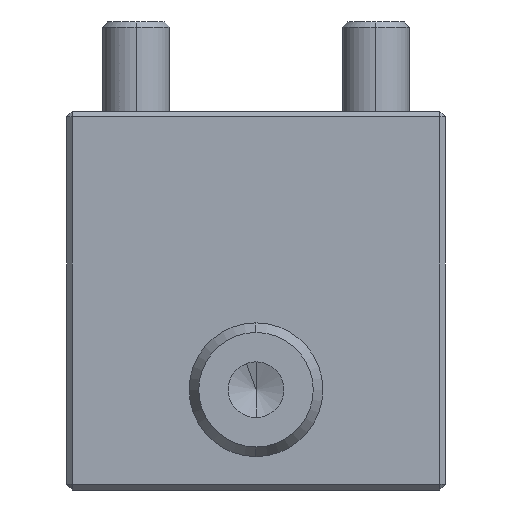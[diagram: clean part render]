
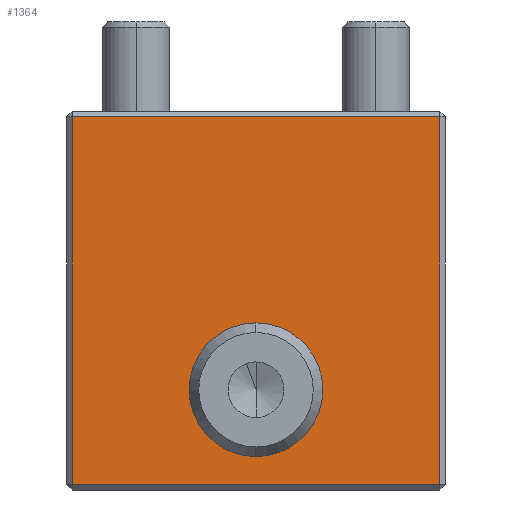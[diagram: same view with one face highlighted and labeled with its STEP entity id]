
A CAD part, left-side view. The second image highlights one B-rep face of the part: STEP entity #1364.
In plain terms, the highlighted planar face has unit normal (-1, 0, 0).
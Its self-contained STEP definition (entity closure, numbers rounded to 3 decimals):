
#956=VERTEX_POINT('NONE',#2198);
#964=VERTEX_POINT('NONE',#2206);
#990=VERTEX_POINT('NONE',#2236);
#1046=EDGE_CURVE('NONE',#990,#1510,#2303,.T.);
#1126=EDGE_CURVE('NONE',#964,#1684,#2400,.T.);
#1276=VERTEX_POINT('NONE',#2565);
#1300=EDGE_CURVE('NONE',#1276,#956,#2590,.T.);
#1344=EDGE_CURVE('NONE',#956,#990,#2640,.T.);
#1364=ADVANCED_FACE('NONE',(#2660,#2661),#2662,.F.);
#1510=VERTEX_POINT('NONE',#2829);
#1542=EDGE_CURVE('NONE',#1510,#1276,#2864,.T.);
#1684=VERTEX_POINT('NONE',#3025);
#1690=EDGE_CURVE('NONE',#1684,#964,#3031,.T.);
#2198=CARTESIAN_POINT('',(34.5,-33.0,67.0));
#2206=CARTESIAN_POINT('',(34.5,0.0,28.1));
#2236=CARTESIAN_POINT('',(34.5,33.0,67.0));
#2303=LINE('',#3834,#3835);
#2400=CIRCLE('',#3956,10.1);
#2565=CARTESIAN_POINT('',(34.5,-33.0,1.));
#2590=LINE('',#4244,#4245);
#2640=LINE('',#4317,#4318);
#2660=FACE_OUTER_BOUND('',#4355,.T.);
#2661=FACE_BOUND('',#4356,.T.);
#2662=PLANE('',#4357);
#2829=CARTESIAN_POINT('',(34.5,33.0,1.));
#2864=LINE('',#4634,#4635);
#3025=CARTESIAN_POINT('',(34.5,0.,7.9));
#3031=CIRCLE('',#4885,10.1);
#3834=CARTESIAN_POINT('',(34.5,33.0,68.0));
#3835=VECTOR('',#5626,1000.0);
#3956=AXIS2_PLACEMENT_3D('',#5771,#5772,#5773);
#4244=CARTESIAN_POINT('',(34.5,-33.0,68.0));
#4245=VECTOR('',#5967,1000.0);
#4317=CARTESIAN_POINT('',(34.5,34.0,67.0));
#4318=VECTOR('',#6035,1000.0);
#4355=EDGE_LOOP('',(#6044,#6045,#6046,#6047));
#4356=EDGE_LOOP('',(#6048,#6049));
#4357=AXIS2_PLACEMENT_3D('',#6050,#6051,#6052);
#4634=CARTESIAN_POINT('',(34.5,34.0,1.));
#4635=VECTOR('',#6307,1000.0);
#4885=AXIS2_PLACEMENT_3D('',#6514,#6515,#6516);
#5626=DIRECTION('',(0.0,0.0,-1.0));
#5771=CARTESIAN_POINT('',(34.5,0.0,18.0));
#5772=DIRECTION('',(-1.0,0.0,0.0));
#5773=DIRECTION('',(0.0,0.0,1.0));
#5967=DIRECTION('',(0.0,0.0,1.0));
#6035=DIRECTION('',(0.0,1.0,0.0));
#6044=ORIENTED_EDGE('',*,*,#1542,.T.);
#6045=ORIENTED_EDGE('',*,*,#1300,.T.);
#6046=ORIENTED_EDGE('',*,*,#1344,.T.);
#6047=ORIENTED_EDGE('',*,*,#1046,.T.);
#6048=ORIENTED_EDGE('',*,*,#1126,.F.);
#6049=ORIENTED_EDGE('',*,*,#1690,.F.);
#6050=CARTESIAN_POINT('',(34.5,34.0,68.0));
#6051=DIRECTION('',(1.0,-0.0,0.0));
#6052=DIRECTION('',(0.0,1.0,-0.0));
#6307=DIRECTION('',(0.0,-1.0,0.0));
#6514=CARTESIAN_POINT('',(34.5,0.0,18.0));
#6515=DIRECTION('',(-1.0,0.0,0.0));
#6516=DIRECTION('',(0.0,0.0,1.0));
